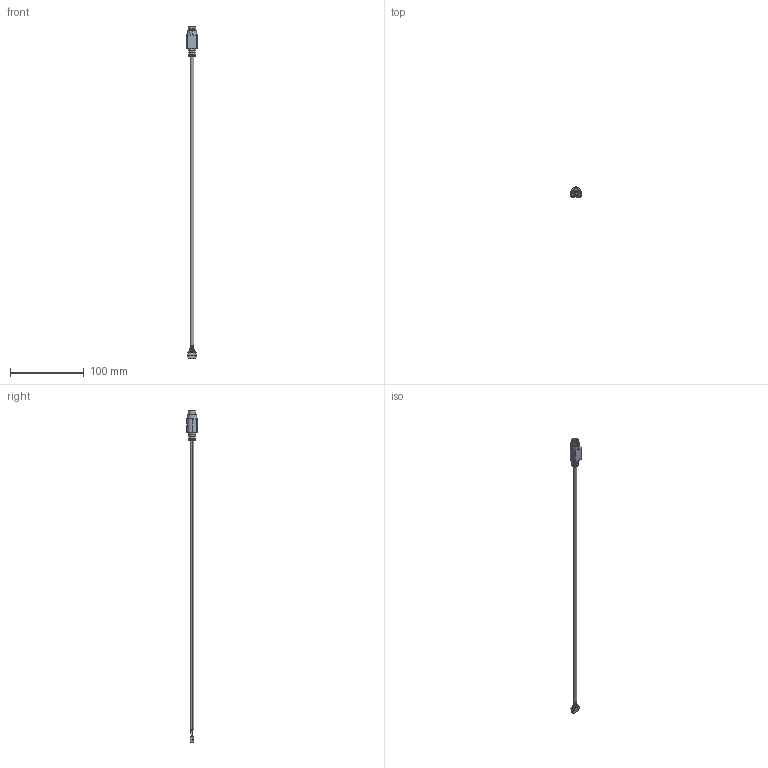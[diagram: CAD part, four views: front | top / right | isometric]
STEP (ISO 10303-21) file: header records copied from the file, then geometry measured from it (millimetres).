
FILE_DESCRIPTION (( 'STEP AP214' ), '1' );
FILE_NAME ('1727-C.STEP', '2016-11-02T16:18:30', ( '' ), ( '' ), 'SwSTEP 2.0', 'SolidWorks 2015', '' );
FILE_SCHEMA (( 'AUTOMOTIVE_DESIGN' ));
Length unit declared in the file: millimetre
Products named in the file (4): PHDR-10VS; 9Pin-Mini-Din; 1727-C-cable; 1727-C
Assembly tree (3 placements, depth 2):
  1727-C
    1727-C-cable
    9Pin-Mini-Din
    PHDR-10VS
Bounding box: 13.8 x 13.8 x 450 mm (x, y, z)
Volume: 12759.9 mm3; surface area: 9261.4 mm2
Topology: 3 solids, 3 shells, 256 faces, 620 edges, 404 vertices
Faces by surface type: plane 189, cylinder 36, bspline 23, sphere 4, cone 2, torus 2
Entity records: 10669 total; most frequent: CARTESIAN_POINT 3096, ORIENTED_EDGE 1232, DIRECTION 1180, EDGE_CURVE 616, LINE 420, VECTOR 420, VERTEX_POINT 404, AXIS2_PLACEMENT_3D 380
